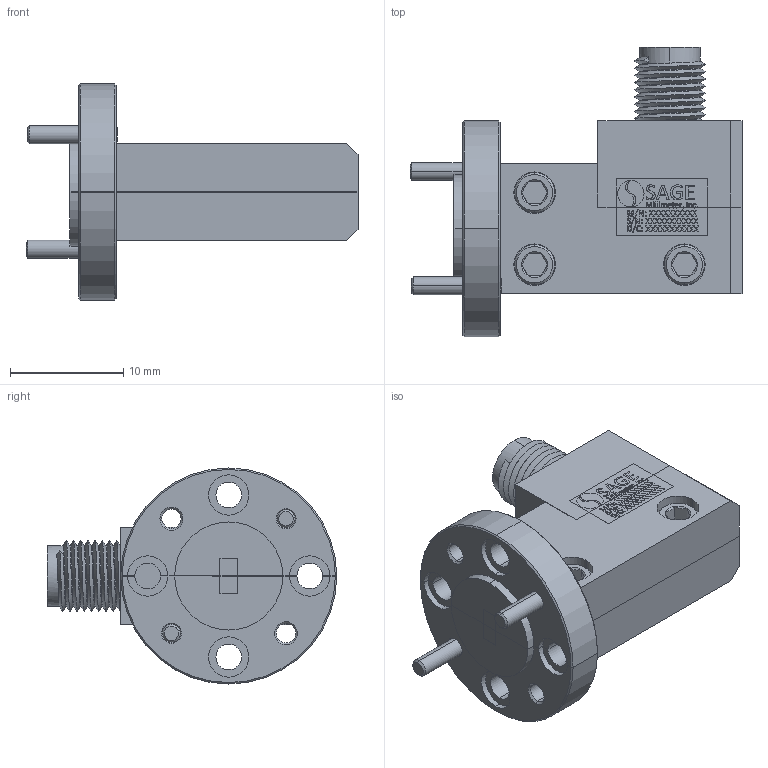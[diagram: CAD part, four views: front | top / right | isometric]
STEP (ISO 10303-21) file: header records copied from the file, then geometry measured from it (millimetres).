
FILE_DESCRIPTION (( 'STEP AP203' ), '1' );
FILE_NAME ('STH-12SF-S1.STEP', '2018-08-27T18:58:20', ( '' ), ( '' ), 'SwSTEP 2.0', 'SolidWorks 2016', '' );
FILE_SCHEMA (( 'CONFIG_CONTROL_DESIGN' ));
Length unit declared in the file: millimetre
Products named in the file (1): STH-12SF-S1
Bounding box: 29.27 x 25.53 x 19.05 mm (x, y, z)
Volume: 3520.8 mm3; surface area: 3453.1 mm2
Topology: 9 solids, 9 shells, 1354 faces, 3676 edges, 2420 vertices
Faces by surface type: plane 543, bspline 527, cylinder 212, cone 72
Entity records: 65592 total; most frequent: CARTESIAN_POINT 35746, ORIENTED_EDGE 7340, DIRECTION 4183, EDGE_CURVE 3670, VERTEX_POINT 2420, VECTOR 2079, LINE 2079, EDGE_LOOP 1460
